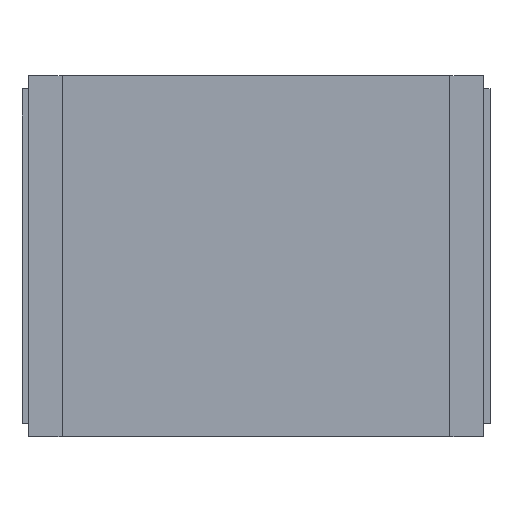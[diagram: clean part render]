
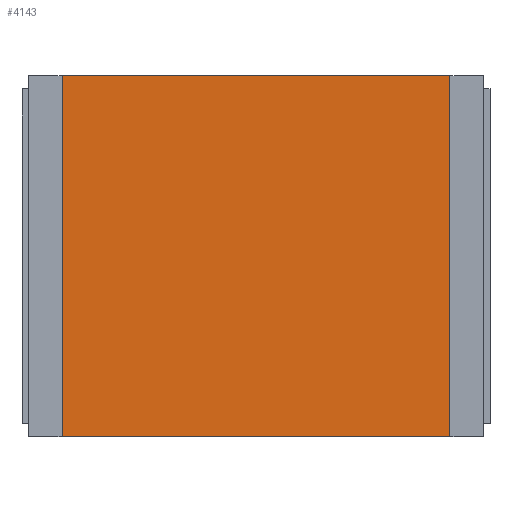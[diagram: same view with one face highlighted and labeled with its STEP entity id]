
A CAD part, top view. The second image highlights one B-rep face of the part: STEP entity #4143.
In plain terms, the highlighted planar face has unit normal (0, 0, 1).
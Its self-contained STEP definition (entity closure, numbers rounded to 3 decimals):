
#4052 = VERTEX_POINT('',#4053);
#4053 = CARTESIAN_POINT('',(-1.45,1.35,1.7));
#4059 = EDGE_CURVE('',#4052,#4060,#4062,.T.);
#4060 = VERTEX_POINT('',#4061);
#4061 = CARTESIAN_POINT('',(1.45,1.35,1.7));
#4062 = LINE('',#4063,#4064);
#4063 = CARTESIAN_POINT('',(-1.45,1.35,1.7));
#4064 = VECTOR('',#4065,1.);
#4065 = DIRECTION('',(1.,0.,0.));
#4083 = VERTEX_POINT('',#4084);
#4084 = CARTESIAN_POINT('',(-1.45,-1.35,1.7));
#4090 = EDGE_CURVE('',#4083,#4052,#4091,.T.);
#4091 = LINE('',#4092,#4093);
#4092 = CARTESIAN_POINT('',(-1.45,-1.35,1.7));
#4093 = VECTOR('',#4094,1.);
#4094 = DIRECTION('',(0.,1.,0.));
#4107 = EDGE_CURVE('',#4060,#4108,#4110,.T.);
#4108 = VERTEX_POINT('',#4109);
#4109 = CARTESIAN_POINT('',(1.45,-1.35,1.7));
#4110 = LINE('',#4111,#4112);
#4111 = CARTESIAN_POINT('',(1.45,1.35,1.7));
#4112 = VECTOR('',#4113,1.);
#4113 = DIRECTION('',(0.,-1.,0.));
#4131 = EDGE_CURVE('',#4108,#4083,#4132,.T.);
#4132 = LINE('',#4133,#4134);
#4133 = CARTESIAN_POINT('',(1.45,-1.35,1.7));
#4134 = VECTOR('',#4135,1.);
#4135 = DIRECTION('',(-1.,0.,0.));
#4143 = ADVANCED_FACE('',(#4144),#4150,.T.);
#4144 = FACE_BOUND('',#4145,.F.);
#4145 = EDGE_LOOP('',(#4146,#4147,#4148,#4149));
#4146 = ORIENTED_EDGE('',*,*,#4059,.T.);
#4147 = ORIENTED_EDGE('',*,*,#4107,.T.);
#4148 = ORIENTED_EDGE('',*,*,#4131,.T.);
#4149 = ORIENTED_EDGE('',*,*,#4090,.T.);
#4150 = PLANE('',#4151);
#4151 = AXIS2_PLACEMENT_3D('',#4152,#4153,#4154);
#4152 = CARTESIAN_POINT('',(-1.45,1.35,1.7));
#4153 = DIRECTION('',(0.,0.,1.));
#4154 = DIRECTION('',(1.,0.,0.));
